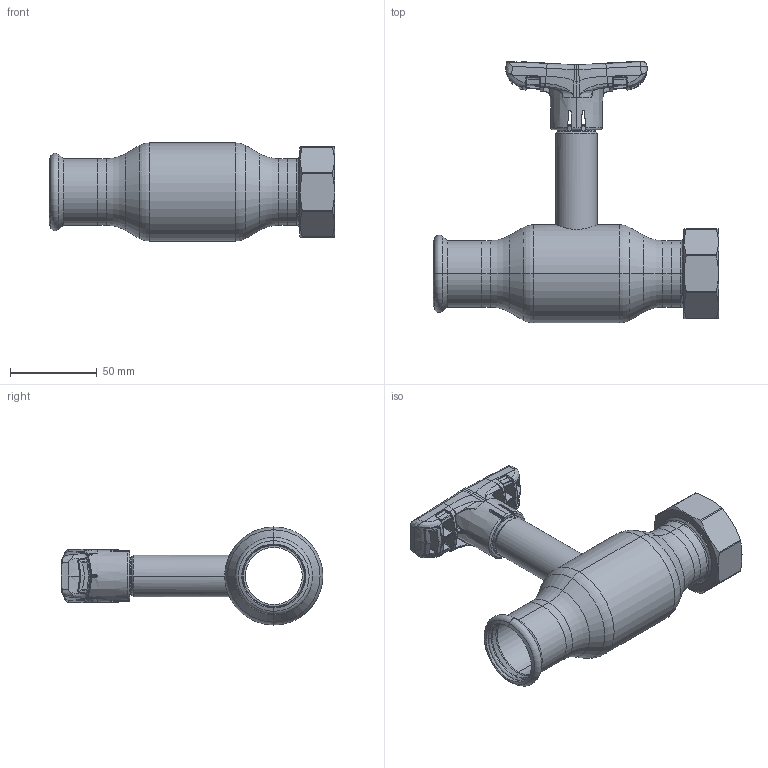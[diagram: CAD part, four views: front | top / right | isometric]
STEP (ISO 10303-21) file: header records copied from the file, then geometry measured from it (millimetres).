
FILE_DESCRIPTION (( 'STEP AP214' ), '1' );
FILE_NAME ('1032001401-1400.step', '2024-01-16T11:03:35', ( '' ), ( '' ), 'SwSTEP 2.0', 'SolidWorks 2021', '' );
FILE_SCHEMA (( 'AUTOMOTIVE_DESIGN' ));
Length unit declared in the file: millimetre
Products named in the file (1): 1032001401-1400
Bounding box: 164.4 x 150.78 x 56.5 mm (x, y, z)
Surface area: 57526.9 mm2 (no closed solid volume)
Topology: 0 solids, 14 shells, 611 faces, 2013 edges, 1330 vertices
Faces by surface type: bspline 431, plane 55, cylinder 54, cone 36, torus 31, sphere 4
Entity records: 55544 total; most frequent: CARTESIAN_POINT 35798, ORIENTED_EDGE 3276, EDGE_CURVE 1999, DIRECTION 1412, B_SPLINE_CURVE_WITH_KNOTS 1378, VERTEX_POINT 1327, EDGE_LOOP 622, AXIS2_PLACEMENT_3D 612
